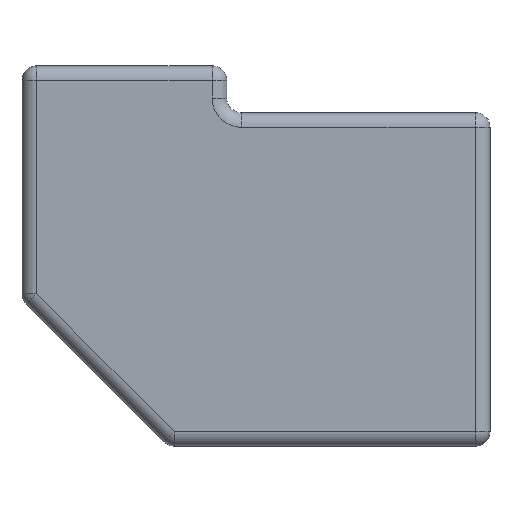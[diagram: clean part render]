
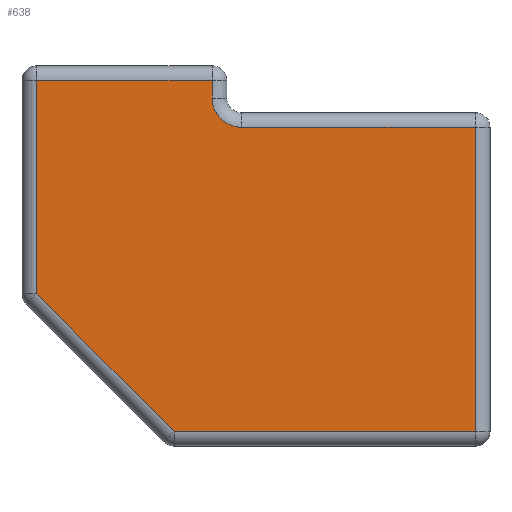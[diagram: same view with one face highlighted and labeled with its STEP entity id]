
A CAD part, left-side view. The second image highlights one B-rep face of the part: STEP entity #638.
In plain terms, the highlighted planar face has unit normal (-1, 0, 0).
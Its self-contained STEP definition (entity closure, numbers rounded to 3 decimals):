
#1=DIRECTION('',(0.,1.,0.));
#2=VECTOR('',#1,8.);
#3=CARTESIAN_POINT('',(-3.,-8.5,-0.5));
#4=LINE('',#3,#2);
#5=DIRECTION('',(0.,0.,1.));
#6=VECTOR('',#5,10.4);
#7=CARTESIAN_POINT('',(-3.,-8.5,-10.9));
#8=LINE('',#7,#6);
#9=DIRECTION('',(0.,-1.,0.));
#10=VECTOR('',#9,10.293);
#11=CARTESIAN_POINT('',(-3.,1.793,-10.9));
#12=LINE('',#11,#10);
#13=DIRECTION('',(0.,-0.707,-0.707));
#14=VECTOR('',#13,6.657);
#15=CARTESIAN_POINT('',(-3.,6.5,-6.193));
#16=LINE('',#15,#14);
#17=DIRECTION('',(0.,0.,-1.));
#18=VECTOR('',#17,7.293);
#19=CARTESIAN_POINT('',(-3.,6.5,1.1));
#20=LINE('',#19,#18);
#21=DIRECTION('',(0.,1.,0.));
#22=VECTOR('',#21,6.);
#23=CARTESIAN_POINT('',(-3.,0.5,1.1));
#24=LINE('',#23,#22);
#25=DIRECTION('',(0.,0.,1.));
#26=VECTOR('',#25,0.6);
#27=CARTESIAN_POINT('',(-3.,0.5,0.5));
#28=LINE('',#27,#26);
#29=CARTESIAN_POINT('',(-3.,-0.5,0.5));
#30=DIRECTION('',(1.,0.,0.));
#31=DIRECTION('',(0.,0.,-1.));
#32=AXIS2_PLACEMENT_3D('',#29,#30,#31);
#531=CARTESIAN_POINT('',(-3.,-8.5,-0.5));
#532=CARTESIAN_POINT('',(-3.,-0.5,-0.5));
#533=VERTEX_POINT('',#531);
#534=VERTEX_POINT('',#532);
#599=CARTESIAN_POINT('',(-3.,0.5,0.5));
#600=CARTESIAN_POINT('',(-3.,0.5,1.1));
#601=VERTEX_POINT('',#599);
#602=VERTEX_POINT('',#600);
#603=CARTESIAN_POINT('',(-3.,6.5,1.1));
#604=VERTEX_POINT('',#603);
#605=CARTESIAN_POINT('',(-3.,6.5,-6.193));
#606=VERTEX_POINT('',#605);
#607=CARTESIAN_POINT('',(-3.,1.793,-10.9));
#608=VERTEX_POINT('',#607);
#609=CARTESIAN_POINT('',(-3.,-8.5,-10.9));
#610=VERTEX_POINT('',#609);
#615=CARTESIAN_POINT('',(-3.,0.,0.));
#616=DIRECTION('',(1.,0.,0.));
#617=DIRECTION('',(0.,-1.,0.));
#618=AXIS2_PLACEMENT_3D('',#615,#616,#617);
#619=PLANE('',#618);
#621=ORIENTED_EDGE('',*,*,#620,.F.);
#623=ORIENTED_EDGE('',*,*,#622,.F.);
#625=ORIENTED_EDGE('',*,*,#624,.F.);
#627=ORIENTED_EDGE('',*,*,#626,.F.);
#629=ORIENTED_EDGE('',*,*,#628,.F.);
#631=ORIENTED_EDGE('',*,*,#630,.F.);
#633=ORIENTED_EDGE('',*,*,#632,.F.);
#635=ORIENTED_EDGE('',*,*,#634,.F.);
#636=EDGE_LOOP('',(#621,#623,#625,#627,#629,#631,#633,#635));
#637=FACE_OUTER_BOUND('',#636,.F.);
#638=ADVANCED_FACE('',(#637),#619,.F.);
#33=CIRCLE('',#32,1.);
#620=EDGE_CURVE('',#533,#534,#4,.T.);
#622=EDGE_CURVE('',#610,#533,#8,.T.);
#624=EDGE_CURVE('',#608,#610,#12,.T.);
#626=EDGE_CURVE('',#606,#608,#16,.T.);
#628=EDGE_CURVE('',#604,#606,#20,.T.);
#630=EDGE_CURVE('',#602,#604,#24,.T.);
#632=EDGE_CURVE('',#601,#602,#28,.T.);
#634=EDGE_CURVE('',#534,#601,#33,.T.);
